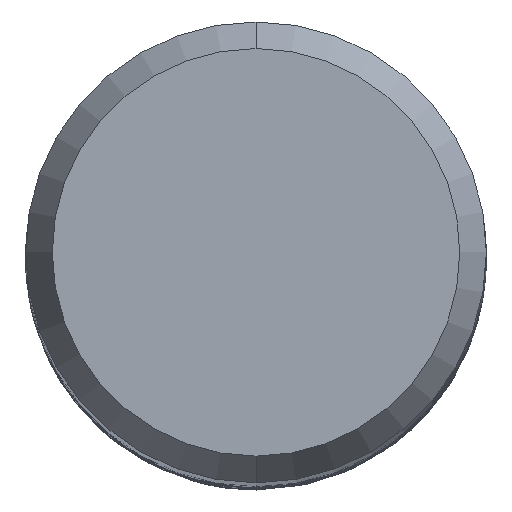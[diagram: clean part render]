
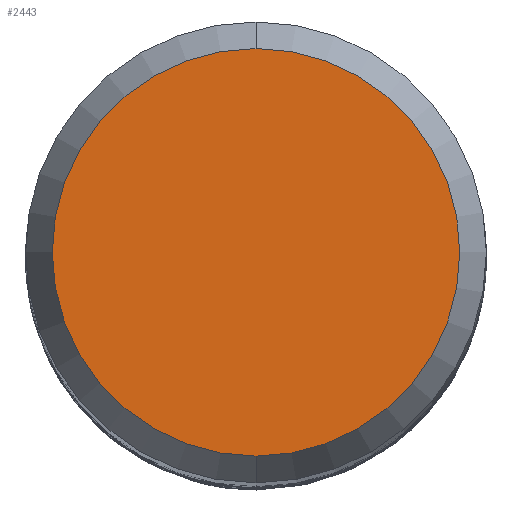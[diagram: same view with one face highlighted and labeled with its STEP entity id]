
A CAD part, top view. The second image highlights one B-rep face of the part: STEP entity #2443.
In plain terms, the highlighted planar face has unit normal (0, 0, 1).
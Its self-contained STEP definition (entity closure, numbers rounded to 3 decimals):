
#2409=EDGE_CURVE('',#3487,#3493,#5005,.T.);
#2443=ADVANCED_FACE('',(#5041),#5042,.T.);
#3235=EDGE_CURVE('',#3493,#3487,#5909,.T.);
#3487=VERTEX_POINT('',#6183);
#3493=VERTEX_POINT('',#6189);
#5005=CIRCLE('',#21078,3.538);
#5041=FACE_OUTER_BOUND('',#21140,.T.);
#5042=PLANE('',#21141);
#5909=CIRCLE('',#30623,3.538);
#6183=CARTESIAN_POINT('',(0.,-3.538,0.0));
#6189=CARTESIAN_POINT('',(0.0,3.538,0.0));
#21078=AXIS2_PLACEMENT_3D('',#36149,#36150,#36151);
#21140=EDGE_LOOP('',(#36173,#36174));
#21141=AXIS2_PLACEMENT_3D('',#36175,#36176,#36177);
#30623=AXIS2_PLACEMENT_3D('',#37178,#37179,#37180);
#36149=CARTESIAN_POINT('',(0.0,0.0,0.0));
#36150=DIRECTION('',(0.0,0.0,-1.0));
#36151=DIRECTION('',(0.0,1.0,0.0));
#36173=ORIENTED_EDGE('',*,*,#3235,.F.);
#36174=ORIENTED_EDGE('',*,*,#2409,.F.);
#36175=CARTESIAN_POINT('',(0.0,1.769,0.0));
#36176=DIRECTION('',(-0.0,0.0,1.0));
#36177=DIRECTION('',(0.0,-1.0,0.0));
#37178=CARTESIAN_POINT('',(0.0,0.0,0.0));
#37179=DIRECTION('',(0.0,0.0,-1.0));
#37180=DIRECTION('',(0.0,1.0,0.0));
